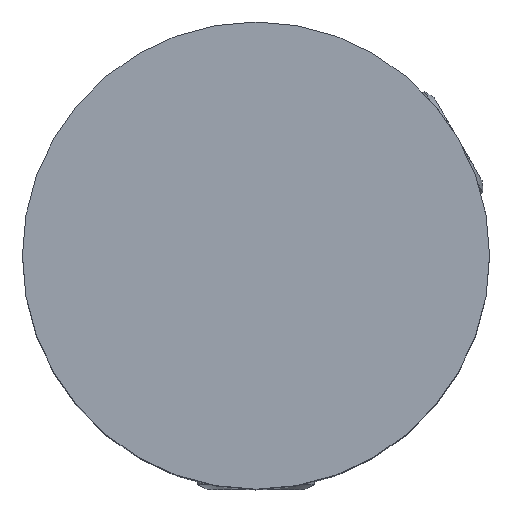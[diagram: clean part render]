
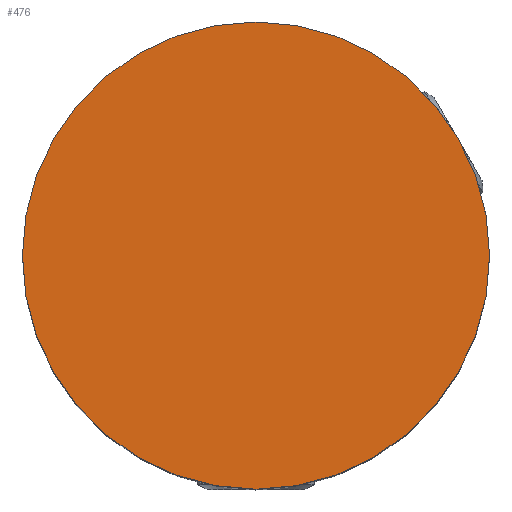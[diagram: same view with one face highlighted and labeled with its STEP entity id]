
A CAD part, top view. The second image highlights one B-rep face of the part: STEP entity #476.
In plain terms, the highlighted planar face has unit normal (0, 0, 1).
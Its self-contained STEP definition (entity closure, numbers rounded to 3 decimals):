
#476 = ADVANCED_FACE( '', ( #546 ), #547, .T. );
#546 = FACE_OUTER_BOUND( '', #633, .T. );
#547 = PLANE( '', #634 );
#633 = EDGE_LOOP( '', ( #743 ) );
#634 = AXIS2_PLACEMENT_3D( '', #744, #745, #746 );
#743 = ORIENTED_EDGE( '', *, *, #842, .T. );
#744 = CARTESIAN_POINT( '', ( 0., 0., 4. ) );
#745 = DIRECTION( '', ( 0., 0., 1. ) );
#746 = DIRECTION( '', ( 1., 0., 0. ) );
#842 = EDGE_CURVE( '', #895, #895, #896, .T. );
#895 = VERTEX_POINT( '', #1101 );
#896 = CIRCLE( '', #1102, 5. );
#1101 = CARTESIAN_POINT( '', ( 5., 0., 4. ) );
#1102 = AXIS2_PLACEMENT_3D( '', #1191, #1192, #1193 );
#1191 = CARTESIAN_POINT( '', ( 0., 0., 4. ) );
#1192 = DIRECTION( '', ( 0., 0., 1. ) );
#1193 = DIRECTION( '', ( 1., 0., 0. ) );
